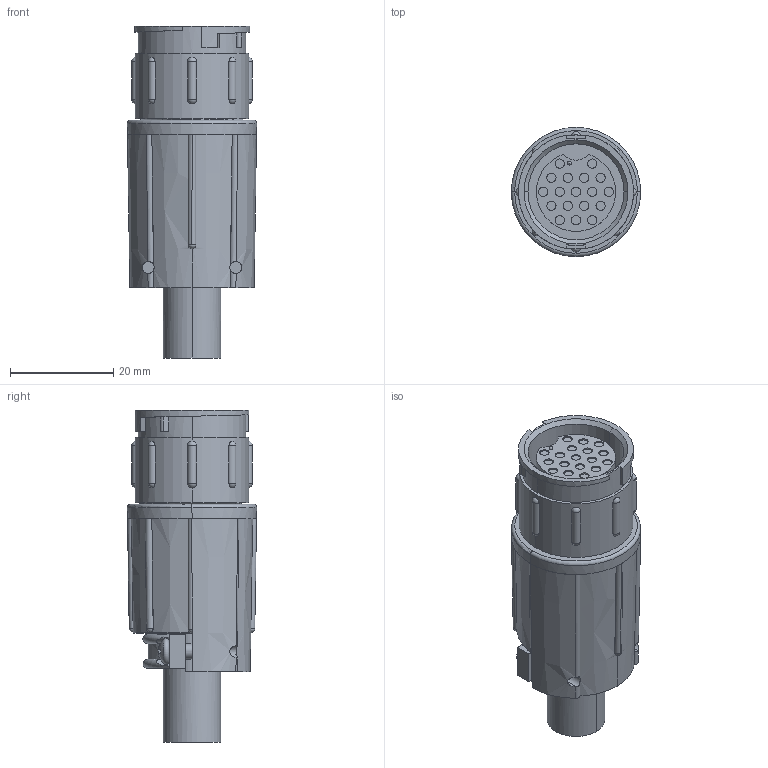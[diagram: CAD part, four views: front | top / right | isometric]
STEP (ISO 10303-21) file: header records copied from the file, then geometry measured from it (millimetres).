
FILE_DESCRIPTION (( 'STEP AP203' ), '1' );
FILE_NAME ('15280-18SG-326.STEP', '2013-10-01T15:50:46', ( '21FPBF1' ), ( 'Conxall' ), 'SwSTEP 2.0', 'SolidWorks 2012', '' );
FILE_SCHEMA (( 'CONFIG_CONTROL_DESIGN' ));
Length unit declared in the file: inch
Products named in the file (1): 15280-18SG-326
Bounding box: 25.1 x 25.1 x 64.47 mm (x, y, z)
Volume: 20003.4 mm3; surface area: 7307.4 mm2
Topology: 1 solids, 1 shells, 264 faces, 652 edges, 422 vertices
Faces by surface type: plane 112, cylinder 102, sphere 26, cone 9, torus 9, bspline 6
Entity records: 9479 total; most frequent: CARTESIAN_POINT 3256, ORIENTED_EDGE 1294, DIRECTION 1283, EDGE_CURVE 647, AXIS2_PLACEMENT_3D 519, VERTEX_POINT 420, EDGE_LOOP 303, FACE_OUTER_BOUND 264
